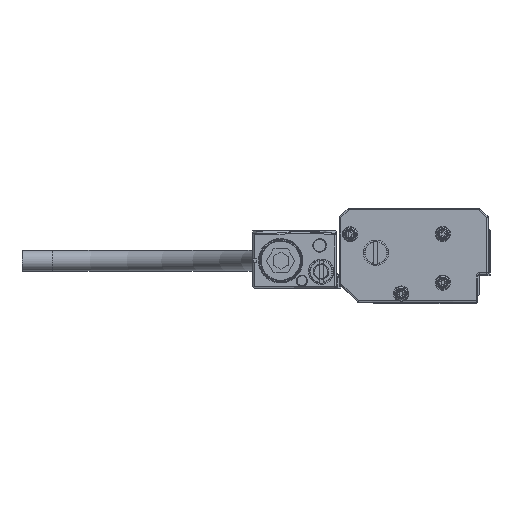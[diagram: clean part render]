
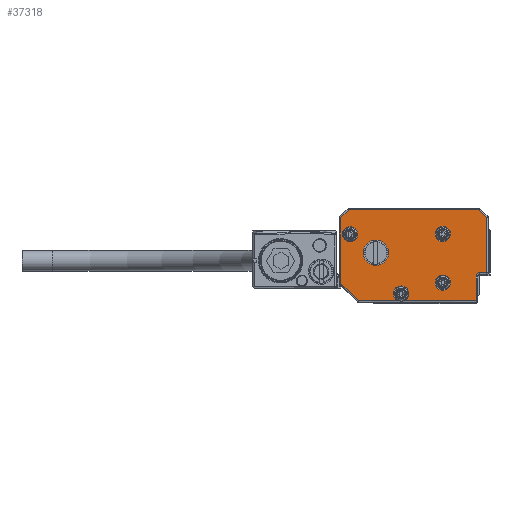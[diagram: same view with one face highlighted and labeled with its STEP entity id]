
A CAD part, left-side view. The second image highlights one B-rep face of the part: STEP entity #37318.
In plain terms, the highlighted planar face has unit normal (-1, 0, 0).
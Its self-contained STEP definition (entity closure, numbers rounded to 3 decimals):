
#37103=AXIS2_PLACEMENT_3D('Circle Axis2P3D',#37101,#37102,$) ;
#37131=AXIS2_PLACEMENT_3D('Circle Axis2P3D',#37129,#37130,$) ;
#37146=AXIS2_PLACEMENT_3D('Plane Axis2P3D',#37143,#37144,#37145) ;
#37150=AXIS2_PLACEMENT_3D('Circle Axis2P3D',#37148,#37149,$) ;
#37157=AXIS2_PLACEMENT_3D('Circle Axis2P3D',#37155,#37156,$) ;
#37164=AXIS2_PLACEMENT_3D('Circle Axis2P3D',#37162,#37163,$) ;
#37176=AXIS2_PLACEMENT_3D('Circle Axis2P3D',#37174,#37175,$) ;
#37248=AXIS2_PLACEMENT_3D('Circle Axis2P3D',#37246,#37247,$) ;
#37257=AXIS2_PLACEMENT_3D('Circle Axis2P3D',#37255,#37256,$) ;
#37266=AXIS2_PLACEMENT_3D('Circle Axis2P3D',#37264,#37265,$) ;
#37275=AXIS2_PLACEMENT_3D('Circle Axis2P3D',#37273,#37274,$) ;
#37284=AXIS2_PLACEMENT_3D('Circle Axis2P3D',#37282,#37283,$) ;
#37293=AXIS2_PLACEMENT_3D('Circle Axis2P3D',#37291,#37292,$) ;
#37302=AXIS2_PLACEMENT_3D('Circle Axis2P3D',#37300,#37301,$) ;
#37311=AXIS2_PLACEMENT_3D('Circle Axis2P3D',#37309,#37310,$) ;
#32335=CARTESIAN_POINT('Vertex',(-573.,8.4,-1.)) ;
#32337=CARTESIAN_POINT('Vertex',(-573.,7.,-1.)) ;
#32340=CARTESIAN_POINT('Line Origine',(-573.,3.5,-1.)) ;
#32344=CARTESIAN_POINT('Vertex',(-573.,21.793,-1.)) ;
#32356=CARTESIAN_POINT('Vertex',(-573.,-17.,-1.)) ;
#32359=CARTESIAN_POINT('Line Origine',(-573.,3.5,-1.)) ;
#37101=CARTESIAN_POINT('Axis2P3D Location',(-573.,7.7,1.4)) ;
#37105=CARTESIAN_POINT('Vertex',(-573.,5.2,1.4)) ;
#37126=CARTESIAN_POINT('Vertex',(-573.,9.894,0.201)) ;
#37129=CARTESIAN_POINT('Axis2P3D Location',(-573.,7.7,1.4)) ;
#37143=CARTESIAN_POINT('Axis2P3D Location',(-573.,-21.5,13.5)) ;
#37148=CARTESIAN_POINT('Axis2P3D Location',(-573.,7.7,1.4)) ;
#37152=CARTESIAN_POINT('Vertex',(-573.,10.2,1.4)) ;
#37155=CARTESIAN_POINT('Axis2P3D Location',(-573.,7.7,1.4)) ;
#37159=CARTESIAN_POINT('Vertex',(-573.,5.506,2.599)) ;
#37162=CARTESIAN_POINT('Axis2P3D Location',(-573.,7.7,1.4)) ;
#37167=CARTESIAN_POINT('Line Origine',(-573.,-17.,3.1)) ;
#37171=CARTESIAN_POINT('Vertex',(-573.,-17.,7.2)) ;
#37174=CARTESIAN_POINT('Axis2P3D Location',(-573.,-18.,7.2)) ;
#37178=CARTESIAN_POINT('Vertex',(-573.,-18.,8.2)) ;
#37181=CARTESIAN_POINT('Line Origine',(-573.,-19.25,8.2)) ;
#37185=CARTESIAN_POINT('Vertex',(-573.,-20.5,8.2)) ;
#37188=CARTESIAN_POINT('Line Origine',(-573.,-20.5,17.246)) ;
#37192=CARTESIAN_POINT('Vertex',(-573.,-20.5,26.293)) ;
#37195=CARTESIAN_POINT('Line Origine',(-573.,-19.146,27.646)) ;
#37199=CARTESIAN_POINT('Vertex',(-573.,-17.793,29.)) ;
#37202=CARTESIAN_POINT('Line Origine',(-573.,3.5,29.)) ;
#37206=CARTESIAN_POINT('Vertex',(-573.,24.793,29.)) ;
#37209=CARTESIAN_POINT('Line Origine',(-573.,26.146,27.646)) ;
#37213=CARTESIAN_POINT('Vertex',(-573.,27.5,26.293)) ;
#37216=CARTESIAN_POINT('Line Origine',(-573.,27.5,15.5)) ;
#37220=CARTESIAN_POINT('Vertex',(-573.,27.5,4.707)) ;
#37223=CARTESIAN_POINT('Line Origine',(-573.,24.646,1.854)) ;
#37246=CARTESIAN_POINT('Axis2P3D Location',(-573.,-6.,5.)) ;
#37250=CARTESIAN_POINT('Vertex',(-573.,-3.806,3.801)) ;
#37252=CARTESIAN_POINT('Vertex',(-573.,-8.194,6.199)) ;
#37255=CARTESIAN_POINT('Axis2P3D Location',(-573.,-6.,5.)) ;
#37264=CARTESIAN_POINT('Axis2P3D Location',(-573.,16.,14.8)) ;
#37268=CARTESIAN_POINT('Vertex',(-573.,11.85,14.8)) ;
#37270=CARTESIAN_POINT('Vertex',(-573.,20.15,14.8)) ;
#37273=CARTESIAN_POINT('Axis2P3D Location',(-573.,16.,14.8)) ;
#37282=CARTESIAN_POINT('Axis2P3D Location',(-573.,-6.,21.)) ;
#37286=CARTESIAN_POINT('Vertex',(-573.,-8.194,22.199)) ;
#37288=CARTESIAN_POINT('Vertex',(-573.,-3.806,19.801)) ;
#37291=CARTESIAN_POINT('Axis2P3D Location',(-573.,-6.,21.)) ;
#37300=CARTESIAN_POINT('Axis2P3D Location',(-573.,24.5,20.9)) ;
#37304=CARTESIAN_POINT('Vertex',(-573.,22.306,22.099)) ;
#37306=CARTESIAN_POINT('Vertex',(-573.,26.694,19.701)) ;
#37309=CARTESIAN_POINT('Axis2P3D Location',(-573.,24.5,20.9)) ;
#32341=DIRECTION('Vector Direction',(0.,1.,0.)) ;
#32360=DIRECTION('Vector Direction',(0.,1.,0.)) ;
#37102=DIRECTION('Axis2P3D Direction',(-1.,0.,0.)) ;
#37130=DIRECTION('Axis2P3D Direction',(-1.,0.,0.)) ;
#37144=DIRECTION('Axis2P3D Direction',(1.,0.,0.)) ;
#37145=DIRECTION('Axis2P3D XDirection',(0.,1.,0.)) ;
#37149=DIRECTION('Axis2P3D Direction',(1.,0.,0.)) ;
#37156=DIRECTION('Axis2P3D Direction',(1.,0.,0.)) ;
#37163=DIRECTION('Axis2P3D Direction',(1.,0.,0.)) ;
#37168=DIRECTION('Vector Direction',(0.,0.,1.)) ;
#37175=DIRECTION('Axis2P3D Direction',(1.,0.,0.)) ;
#37182=DIRECTION('Vector Direction',(0.,-1.,0.)) ;
#37189=DIRECTION('Vector Direction',(0.,0.,1.)) ;
#37196=DIRECTION('Vector Direction',(0.,-0.707,-0.707)) ;
#37203=DIRECTION('Vector Direction',(0.,1.,0.)) ;
#37210=DIRECTION('Vector Direction',(0.,0.707,-0.707)) ;
#37217=DIRECTION('Vector Direction',(0.,0.,-1.)) ;
#37224=DIRECTION('Vector Direction',(0.,-0.707,-0.707)) ;
#37247=DIRECTION('Axis2P3D Direction',(1.,0.,0.)) ;
#37256=DIRECTION('Axis2P3D Direction',(1.,0.,0.)) ;
#37265=DIRECTION('Axis2P3D Direction',(1.,0.,0.)) ;
#37274=DIRECTION('Axis2P3D Direction',(1.,0.,0.)) ;
#37283=DIRECTION('Axis2P3D Direction',(1.,0.,0.)) ;
#37292=DIRECTION('Axis2P3D Direction',(1.,0.,0.)) ;
#37301=DIRECTION('Axis2P3D Direction',(1.,0.,0.)) ;
#37310=DIRECTION('Axis2P3D Direction',(1.,0.,0.)) ;
#32342=VECTOR('Line Direction',#32341,1.) ;
#32361=VECTOR('Line Direction',#32360,1.) ;
#37169=VECTOR('Line Direction',#37168,1.) ;
#37183=VECTOR('Line Direction',#37182,1.) ;
#37190=VECTOR('Line Direction',#37189,1.) ;
#37197=VECTOR('Line Direction',#37196,1.) ;
#37204=VECTOR('Line Direction',#37203,1.) ;
#37211=VECTOR('Line Direction',#37210,1.) ;
#37218=VECTOR('Line Direction',#37217,1.) ;
#37225=VECTOR('Line Direction',#37224,1.) ;
#37229=ORIENTED_EDGE('',*,*,#37133,.T.) ;
#37230=ORIENTED_EDGE('',*,*,#37154,.T.) ;
#37231=ORIENTED_EDGE('',*,*,#37161,.T.) ;
#37232=ORIENTED_EDGE('',*,*,#37166,.T.) ;
#37233=ORIENTED_EDGE('',*,*,#37107,.T.) ;
#37234=ORIENTED_EDGE('',*,*,#32363,.F.) ;
#37235=ORIENTED_EDGE('',*,*,#37173,.F.) ;
#37236=ORIENTED_EDGE('',*,*,#37180,.F.) ;
#37237=ORIENTED_EDGE('',*,*,#37187,.F.) ;
#37238=ORIENTED_EDGE('',*,*,#37194,.F.) ;
#37239=ORIENTED_EDGE('',*,*,#37201,.F.) ;
#37240=ORIENTED_EDGE('',*,*,#37208,.F.) ;
#37241=ORIENTED_EDGE('',*,*,#37215,.F.) ;
#37242=ORIENTED_EDGE('',*,*,#37222,.F.) ;
#37243=ORIENTED_EDGE('',*,*,#37227,.F.) ;
#37244=ORIENTED_EDGE('',*,*,#32346,.F.) ;
#37261=ORIENTED_EDGE('',*,*,#37254,.T.) ;
#37262=ORIENTED_EDGE('',*,*,#37259,.T.) ;
#37279=ORIENTED_EDGE('',*,*,#37272,.T.) ;
#37280=ORIENTED_EDGE('',*,*,#37277,.T.) ;
#37297=ORIENTED_EDGE('',*,*,#37290,.T.) ;
#37298=ORIENTED_EDGE('',*,*,#37295,.T.) ;
#37315=ORIENTED_EDGE('',*,*,#37308,.T.) ;
#37316=ORIENTED_EDGE('',*,*,#37313,.T.) ;
#37263=FACE_BOUND('',#37260,.T.) ;
#37281=FACE_BOUND('',#37278,.T.) ;
#37299=FACE_BOUND('',#37296,.T.) ;
#37317=FACE_BOUND('',#37314,.T.) ;
#37318=ADVANCED_FACE('\X2\FF8AFF9FFF70FF82\X0\ \X2\FF8EFF9EFF83FF9EFF68FF70\X0\',(#37245,#37263,#37281,#37299,#37317),#37147,.F.) ;
#37104=CIRCLE('generated circle',#37103,2.5) ;
#37132=CIRCLE('generated circle',#37131,2.5) ;
#37151=CIRCLE('generated circle',#37150,2.5) ;
#37158=CIRCLE('generated circle',#37157,2.5) ;
#37165=CIRCLE('generated circle',#37164,2.5) ;
#37177=CIRCLE('generated circle',#37176,1.) ;
#37249=CIRCLE('generated circle',#37248,2.5) ;
#37258=CIRCLE('generated circle',#37257,2.5) ;
#37267=CIRCLE('generated circle',#37266,4.15) ;
#37276=CIRCLE('generated circle',#37275,4.15) ;
#37285=CIRCLE('generated circle',#37284,2.5) ;
#37294=CIRCLE('generated circle',#37293,2.5) ;
#37303=CIRCLE('generated circle',#37302,2.5) ;
#37312=CIRCLE('generated circle',#37311,2.5) ;
#32346=EDGE_CURVE('',#32336,#32345,#32343,.T.) ;
#32363=EDGE_CURVE('',#32357,#32338,#32362,.T.) ;
#37107=EDGE_CURVE('',#37106,#32338,#37104,.F.) ;
#37133=EDGE_CURVE('',#32336,#37127,#37132,.F.) ;
#37154=EDGE_CURVE('',#37127,#37153,#37151,.T.) ;
#37161=EDGE_CURVE('',#37153,#37160,#37158,.T.) ;
#37166=EDGE_CURVE('',#37160,#37106,#37165,.T.) ;
#37173=EDGE_CURVE('',#37172,#32357,#37170,.F.) ;
#37180=EDGE_CURVE('',#37179,#37172,#37177,.F.) ;
#37187=EDGE_CURVE('',#37186,#37179,#37184,.F.) ;
#37194=EDGE_CURVE('',#37193,#37186,#37191,.F.) ;
#37201=EDGE_CURVE('',#37200,#37193,#37198,.T.) ;
#37208=EDGE_CURVE('',#37207,#37200,#37205,.F.) ;
#37215=EDGE_CURVE('',#37214,#37207,#37212,.F.) ;
#37222=EDGE_CURVE('',#37221,#37214,#37219,.F.) ;
#37227=EDGE_CURVE('',#32345,#37221,#37226,.F.) ;
#37254=EDGE_CURVE('',#37251,#37253,#37249,.T.) ;
#37259=EDGE_CURVE('',#37253,#37251,#37258,.T.) ;
#37272=EDGE_CURVE('',#37269,#37271,#37267,.T.) ;
#37277=EDGE_CURVE('',#37271,#37269,#37276,.T.) ;
#37290=EDGE_CURVE('',#37287,#37289,#37285,.T.) ;
#37295=EDGE_CURVE('',#37289,#37287,#37294,.T.) ;
#37308=EDGE_CURVE('',#37305,#37307,#37303,.T.) ;
#37313=EDGE_CURVE('',#37307,#37305,#37312,.T.) ;
#37228=EDGE_LOOP('',(#37229,#37230,#37231,#37232,#37233,#37234,#37235,#37236,#37237,#37238,#37239,#37240,#37241,#37242,#37243,#37244)) ;
#37260=EDGE_LOOP('',(#37261,#37262)) ;
#37278=EDGE_LOOP('',(#37279,#37280)) ;
#37296=EDGE_LOOP('',(#37297,#37298)) ;
#37314=EDGE_LOOP('',(#37315,#37316)) ;
#37245=FACE_OUTER_BOUND('',#37228,.T.) ;
#32343=LINE('Line',#32340,#32342) ;
#32362=LINE('Line',#32359,#32361) ;
#37170=LINE('Line',#37167,#37169) ;
#37184=LINE('Line',#37181,#37183) ;
#37191=LINE('Line',#37188,#37190) ;
#37198=LINE('Line',#37195,#37197) ;
#37205=LINE('Line',#37202,#37204) ;
#37212=LINE('Line',#37209,#37211) ;
#37219=LINE('Line',#37216,#37218) ;
#37226=LINE('Line',#37223,#37225) ;
#37147=PLANE('Plane',#37146) ;
#32336=VERTEX_POINT('',#32335) ;
#32338=VERTEX_POINT('',#32337) ;
#32345=VERTEX_POINT('',#32344) ;
#32357=VERTEX_POINT('',#32356) ;
#37106=VERTEX_POINT('',#37105) ;
#37127=VERTEX_POINT('',#37126) ;
#37153=VERTEX_POINT('',#37152) ;
#37160=VERTEX_POINT('',#37159) ;
#37172=VERTEX_POINT('',#37171) ;
#37179=VERTEX_POINT('',#37178) ;
#37186=VERTEX_POINT('',#37185) ;
#37193=VERTEX_POINT('',#37192) ;
#37200=VERTEX_POINT('',#37199) ;
#37207=VERTEX_POINT('',#37206) ;
#37214=VERTEX_POINT('',#37213) ;
#37221=VERTEX_POINT('',#37220) ;
#37251=VERTEX_POINT('',#37250) ;
#37253=VERTEX_POINT('',#37252) ;
#37269=VERTEX_POINT('',#37268) ;
#37271=VERTEX_POINT('',#37270) ;
#37287=VERTEX_POINT('',#37286) ;
#37289=VERTEX_POINT('',#37288) ;
#37305=VERTEX_POINT('',#37304) ;
#37307=VERTEX_POINT('',#37306) ;
